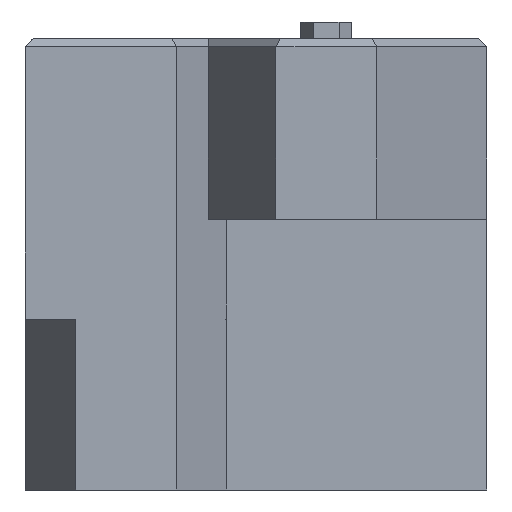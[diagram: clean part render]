
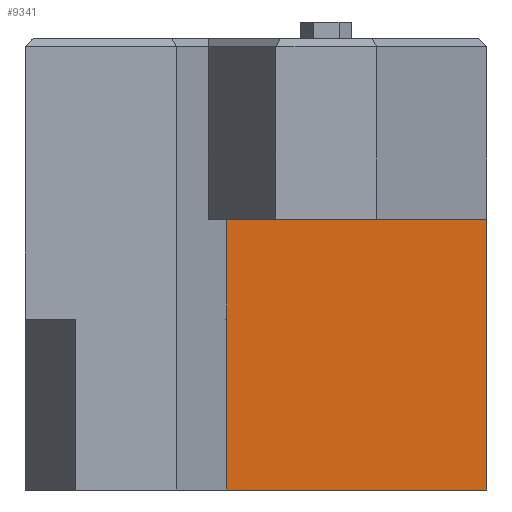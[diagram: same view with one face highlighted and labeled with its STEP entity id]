
A CAD part, left-side view. The second image highlights one B-rep face of the part: STEP entity #9341.
In plain terms, the highlighted planar face has unit normal (-1, 0, 0).
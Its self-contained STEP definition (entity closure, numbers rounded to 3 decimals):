
#1095=LINE('',#21256,#1957);
#1281=LINE('',#21878,#2143);
#1292=LINE('',#21899,#2154);
#1294=LINE('',#21905,#2156);
#1334=LINE('',#21988,#2196);
#1343=LINE('',#22015,#2205);
#1957=VECTOR('',#11881,10.);
#2143=VECTOR('',#12289,10.);
#2154=VECTOR('',#12314,10.);
#2156=VECTOR('',#12322,10.);
#2196=VECTOR('',#12402,10.);
#2205=VECTOR('',#12429,10.);
#2560=PLANE('',#10207);
#3161=FACE_OUTER_BOUND('',#3705,.T.);
#3705=EDGE_LOOP('',(#8818,#8819,#8820,#8821,#8822,#8823));
#4600=VERTEX_POINT('',#21253);
#4601=VERTEX_POINT('',#21255);
#4735=VERTEX_POINT('',#21867);
#4738=VERTEX_POINT('',#21877);
#4742=VERTEX_POINT('',#21904);
#4765=VERTEX_POINT('',#21986);
#5785=EDGE_CURVE('',#4601,#4600,#1095,.T.);
#6006=EDGE_CURVE('',#4735,#4738,#1281,.T.);
#6018=EDGE_CURVE('',#4601,#4735,#1292,.T.);
#6020=EDGE_CURVE('',#4738,#4742,#1294,.T.);
#6062=EDGE_CURVE('',#4742,#4765,#1334,.T.);
#6076=EDGE_CURVE('',#4600,#4765,#1343,.T.);
#8818=ORIENTED_EDGE('',*,*,#5785,.T.);
#8819=ORIENTED_EDGE('',*,*,#6076,.T.);
#8820=ORIENTED_EDGE('',*,*,#6062,.F.);
#8821=ORIENTED_EDGE('',*,*,#6020,.F.);
#8822=ORIENTED_EDGE('',*,*,#6006,.F.);
#8823=ORIENTED_EDGE('',*,*,#6018,.F.);
#9341=ADVANCED_FACE('',(#3161),#2560,.F.);
#10207=AXIS2_PLACEMENT_3D('',#22210,#12580,#12581);
#11881=DIRECTION('',(0.,0.,1.));
#12289=DIRECTION('',(0.,0.,1.));
#12314=DIRECTION('',(0.,1.,0.));
#12322=DIRECTION('',(0.,-1.,0.));
#12402=DIRECTION('',(0.,0.,1.));
#12429=DIRECTION('',(0.,1.,0.));
#12580=DIRECTION('center_axis',(1.,0.,0.));
#12581=DIRECTION('ref_axis',(0.,0.,
-1.));
#21253=CARTESIAN_POINT('',(-16.35,-8.,63.));
#21255=CARTESIAN_POINT('',(-16.35,-8.,49.511));
#21256=CARTESIAN_POINT('',(-16.35,-8.,52.889));
#21867=CARTESIAN_POINT('',(-16.35,6.311,49.511));
#21877=CARTESIAN_POINT('',(-16.35,6.311,58.023));
#21878=CARTESIAN_POINT('',(-16.35,6.311,59.267));
#21899=CARTESIAN_POINT('',(-16.35,-8.,49.511));
#21904=CARTESIAN_POINT('',(-16.35,4.954,58.023));
#21905=CARTESIAN_POINT('',(-16.35,-2.25,58.023));
#21986=CARTESIAN_POINT('',(-16.35,4.954,63.));
#21988=CARTESIAN_POINT('',(-16.35,4.954,61.767));
#22015=CARTESIAN_POINT('',(-16.35,-2.25,63.));
#22210=CARTESIAN_POINT('Origin',(-16.35,-8.,60.511));
